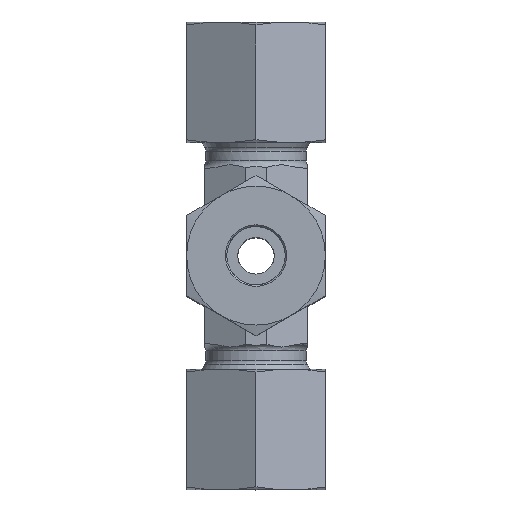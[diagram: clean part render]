
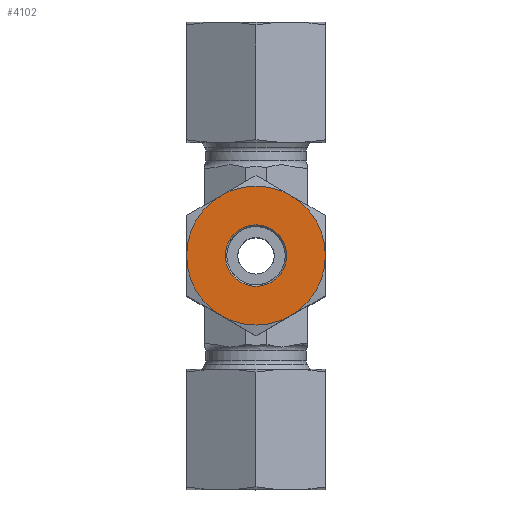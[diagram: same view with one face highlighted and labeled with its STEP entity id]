
A CAD part, top view. The second image highlights one B-rep face of the part: STEP entity #4102.
In plain terms, the highlighted planar face has unit normal (0, 0, 1).
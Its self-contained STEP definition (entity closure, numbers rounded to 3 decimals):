
#4006=CARTESIAN_POINT('',(4.2,0.,16.5));
#4007=VERTEX_POINT('',#4006);
#4008=CARTESIAN_POINT('',(0.0,0.0,16.5));
#4009=DIRECTION('',(0.0,0.0,1.0));
#4010=DIRECTION('',(-1.0,0.0,0.0));
#4011=AXIS2_PLACEMENT_3D('',#4008,#4009,#4010);
#4012=CIRCLE('',#4011,4.2);
#4013=EDGE_CURVE('',#4007,#4007,#4012,.T.);
#4038=CARTESIAN_POINT('',(0.,0.,16.5));
#4039=DIRECTION('',(0.0,0.0,1.0));
#4040=DIRECTION('',(1.0,0.0,0.0));
#4041=AXIS2_PLACEMENT_3D('',#4038,#4039,#4040);
#4042=PLANE('',#4041);
#4043=CARTESIAN_POINT('',(-4.75,-8.227,16.5));
#4044=VERTEX_POINT('',#4043);
#4045=CARTESIAN_POINT('',(4.75,-8.227,16.5));
#4046=VERTEX_POINT('',#4045);
#4047=CARTESIAN_POINT('',(0.0,0.0,16.5));
#4048=DIRECTION('',(0.0,0.0,1.0));
#4049=DIRECTION('',(-0.5,-0.866,0.0));
#4050=AXIS2_PLACEMENT_3D('',#4047,#4048,#4049);
#4051=CIRCLE('',#4050,9.5);
#4052=EDGE_CURVE('',#4044,#4046,#4051,.T.);
#4053=ORIENTED_EDGE('',*,*,#4052,.T.);
#4054=CARTESIAN_POINT('',(9.5,0.,16.5));
#4055=VERTEX_POINT('',#4054);
#4056=CARTESIAN_POINT('',(0.0,0.0,16.5));
#4057=DIRECTION('',(0.0,0.0,1.0));
#4058=DIRECTION('',(-0.5,-0.866,0.0));
#4059=AXIS2_PLACEMENT_3D('',#4056,#4057,#4058);
#4060=CIRCLE('',#4059,9.5);
#4061=EDGE_CURVE('',#4046,#4055,#4060,.T.);
#4062=ORIENTED_EDGE('',*,*,#4061,.T.);
#4063=CARTESIAN_POINT('',(4.75,8.227,16.5));
#4064=VERTEX_POINT('',#4063);
#4065=CARTESIAN_POINT('',(0.0,0.0,16.5));
#4066=DIRECTION('',(0.0,0.0,1.0));
#4067=DIRECTION('',(-0.5,-0.866,0.0));
#4068=AXIS2_PLACEMENT_3D('',#4065,#4066,#4067);
#4069=CIRCLE('',#4068,9.5);
#4070=EDGE_CURVE('',#4055,#4064,#4069,.T.);
#4071=ORIENTED_EDGE('',*,*,#4070,.T.);
#4072=CARTESIAN_POINT('',(-4.75,8.227,16.5));
#4073=VERTEX_POINT('',#4072);
#4074=CARTESIAN_POINT('',(0.0,0.0,16.5));
#4075=DIRECTION('',(0.0,0.0,1.0));
#4076=DIRECTION('',(-0.5,-0.866,0.0));
#4077=AXIS2_PLACEMENT_3D('',#4074,#4075,#4076);
#4078=CIRCLE('',#4077,9.5);
#4079=EDGE_CURVE('',#4064,#4073,#4078,.T.);
#4080=ORIENTED_EDGE('',*,*,#4079,.T.);
#4081=CARTESIAN_POINT('',(-9.5,0.0,16.5));
#4082=VERTEX_POINT('',#4081);
#4083=CARTESIAN_POINT('',(0.0,0.0,16.5));
#4084=DIRECTION('',(0.0,0.0,1.0));
#4085=DIRECTION('',(-0.5,-0.866,0.0));
#4086=AXIS2_PLACEMENT_3D('',#4083,#4084,#4085);
#4087=CIRCLE('',#4086,9.5);
#4088=EDGE_CURVE('',#4073,#4082,#4087,.T.);
#4089=ORIENTED_EDGE('',*,*,#4088,.T.);
#4090=CARTESIAN_POINT('',(0.0,0.0,16.5));
#4091=DIRECTION('',(0.0,0.0,1.0));
#4092=DIRECTION('',(-0.5,-0.866,0.0));
#4093=AXIS2_PLACEMENT_3D('',#4090,#4091,#4092);
#4094=CIRCLE('',#4093,9.5);
#4095=EDGE_CURVE('',#4082,#4044,#4094,.T.);
#4096=ORIENTED_EDGE('',*,*,#4095,.T.);
#4097=EDGE_LOOP('',(#4053,#4062,#4071,#4080,#4089,#4096));
#4098=FACE_OUTER_BOUND('',#4097,.T.);
#4099=ORIENTED_EDGE('',*,*,#4013,.F.);
#4100=EDGE_LOOP('',(#4099));
#4101=FACE_BOUND('',#4100,.T.);
#4102=ADVANCED_FACE('',(#4098,#4101),#4042,.T.);
